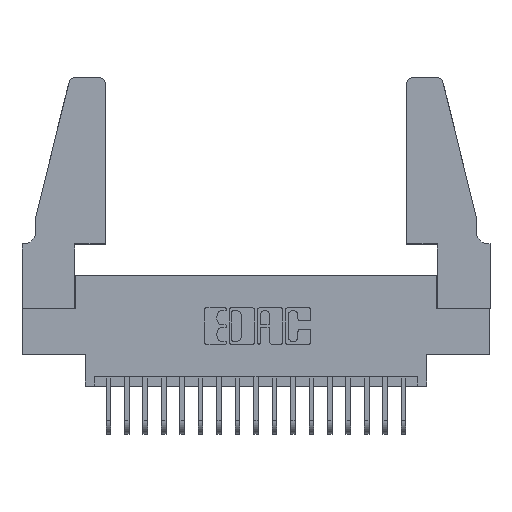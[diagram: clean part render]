
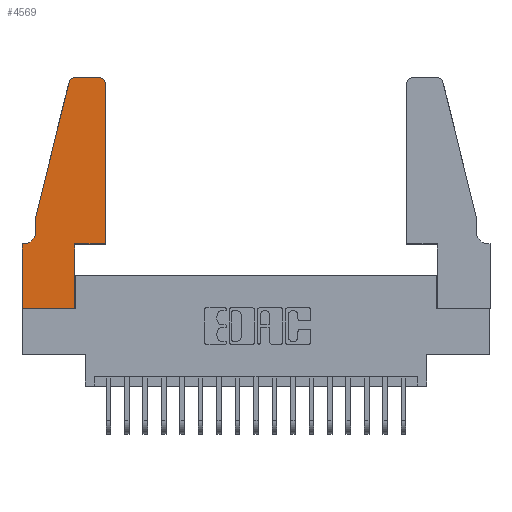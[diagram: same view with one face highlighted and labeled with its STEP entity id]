
A CAD part, top view. The second image highlights one B-rep face of the part: STEP entity #4569.
In plain terms, the highlighted planar face has unit normal (0, 0, 1).
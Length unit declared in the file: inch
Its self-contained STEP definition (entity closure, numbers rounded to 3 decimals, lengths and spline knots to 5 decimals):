
#15 = CARTESIAN_POINT ( 'NONE',  ( 0.4505, 0.35, 0.37 ) ) ;
#214 = VERTEX_POINT ( 'NONE', #355 ) ;
#355 = CARTESIAN_POINT ( 'NONE',  ( 0., 0., 0.37 ) ) ;
#488 = EDGE_CURVE ( 'NONE', #7771, #3156, #14896, .T. ) ;
#564 = CARTESIAN_POINT ( 'NONE',  ( 0.4505, 0.35, 0.37 ) ) ;
#1151 = LINE ( 'NONE', #564, #4530 ) ;
#1443 = VERTEX_POINT ( 'NONE', #4421 ) ;
#1459 = CARTESIAN_POINT ( 'NONE',  ( 0.2865, 0.35, 0.37 ) ) ;
#1554 = VECTOR ( 'NONE', #11487, 39.37008 ) ;
#1591 = VECTOR ( 'NONE', #4306, 39.37008 ) ;
#1713 = VERTEX_POINT ( 'NONE', #11124 ) ;
#1750 = ORIENTED_EDGE ( 'NONE', *, *, #10344, .T. ) ;
#1794 = CARTESIAN_POINT ( 'NONE',  ( 0.0755, 0.35, 0.37 ) ) ;
#2289 = AXIS2_PLACEMENT_3D ( 'NONE', #11073, #2496, #12520 ) ;
#2309 = DIRECTION ( 'NONE',  ( 0., 0., 1. ) ) ;
#2382 = CARTESIAN_POINT ( 'NONE',  ( 0.2865, 0., 0.37 ) ) ;
#2419 = ORIENTED_EDGE ( 'NONE', *, *, #4889, .T. ) ;
#2496 = DIRECTION ( 'NONE',  ( 0., 0., 1. ) ) ;
#2695 = VECTOR ( 'NONE', #12038, 39.37008 ) ;
#3108 = ORIENTED_EDGE ( 'NONE', *, *, #7404, .T. ) ;
#3156 = VERTEX_POINT ( 'NONE', #12486 ) ;
#3215 = DIRECTION ( 'NONE',  ( -1., 0., 0. ) ) ;
#3241 = DIRECTION ( 'NONE',  ( 0., 0., -1. ) ) ;
#3983 = CARTESIAN_POINT ( 'NONE',  ( 0., 0.35, 0.37 ) ) ;
#4012 = LINE ( 'NONE', #9988, #4472 ) ;
#4306 = DIRECTION ( 'NONE',  ( -1., 0., 0. ) ) ;
#4421 = CARTESIAN_POINT ( 'NONE',  ( 0., 0.35, 0.37 ) ) ;
#4472 = VECTOR ( 'NONE', #5673, 39.37008 ) ;
#4530 = VECTOR ( 'NONE', #10569, 39.37008 ) ;
#4569 = ADVANCED_FACE ( 'NONE', ( #7688 ), #14025, .T. ) ;
#4859 = CARTESIAN_POINT ( 'NONE',  ( 0.25487, 1.22718, 0.37 ) ) ;
#4878 = LINE ( 'NONE', #11925, #8689 ) ;
#4889 = EDGE_CURVE ( 'NONE', #16367, #1443, #17932, .T. ) ;
#5432 = DIRECTION ( 'NONE',  ( 0., 0., 1. ) ) ;
#5582 = ORIENTED_EDGE ( 'NONE', *, *, #11067, .T. ) ;
#5673 = DIRECTION ( 'NONE',  ( 0., -1., 0. ) ) ;
#5871 = DIRECTION ( 'NONE',  ( 0., 1., 0. ) ) ;
#6681 = ORIENTED_EDGE ( 'NONE', *, *, #16219, .T. ) ;
#6795 = CIRCLE ( 'NONE', #2289, 0.03 ) ;
#6927 = EDGE_CURVE ( 'NONE', #214, #11539, #4878, .T. ) ;
#7404 = EDGE_CURVE ( 'NONE', #17949, #13921, #8408, .T. ) ;
#7688 = FACE_OUTER_BOUND ( 'NONE', #12881, .T. ) ;
#7771 = VERTEX_POINT ( 'NONE', #15414 ) ;
#8174 = AXIS2_PLACEMENT_3D ( 'NONE', #3983, #5432, #15444 ) ;
#8408 = LINE ( 'NONE', #14449, #15564 ) ;
#8689 = VECTOR ( 'NONE', #9124, 39.37008 ) ;
#9124 = DIRECTION ( 'NONE',  ( 1., 0., 0. ) ) ;
#9177 = CARTESIAN_POINT ( 'NONE',  ( 0.0755, 0.5, 0.37 ) ) ;
#9272 = EDGE_CURVE ( 'NONE', #13921, #1713, #10150, .T. ) ;
#9546 = CARTESIAN_POINT ( 'NONE',  ( 0.4505, 1.22, 0.37 ) ) ;
#9838 = ORIENTED_EDGE ( 'NONE', *, *, #15196, .T. ) ;
#9887 = VECTOR ( 'NONE', #3215, 39.37008 ) ;
#9981 = CARTESIAN_POINT ( 'NONE',  ( 0.284, 1.25, 0.37 ) ) ;
#9988 = CARTESIAN_POINT ( 'NONE',  ( 0., 0., 0.37 ) ) ;
#10150 = CIRCLE ( 'NONE', #12667, 0.03 ) ;
#10298 = CARTESIAN_POINT ( 'NONE',  ( 0.2865, 0.35, 0.37 ) ) ;
#10314 = VERTEX_POINT ( 'NONE', #4859 ) ;
#10344 = EDGE_CURVE ( 'NONE', #10314, #7771, #17925, .T. ) ;
#10490 = ORIENTED_EDGE ( 'NONE', *, *, #17918, .T. ) ;
#10569 = DIRECTION ( 'NONE',  ( 1., 0., 0. ) ) ;
#10741 = VERTEX_POINT ( 'NONE', #9981 ) ;
#10878 = CARTESIAN_POINT ( 'NONE',  ( 0.4205, 1.22, 0.37 ) ) ;
#11067 = EDGE_CURVE ( 'NONE', #11539, #11196, #16797, .T. ) ;
#11073 = CARTESIAN_POINT ( 'NONE',  ( 0.284, 1.22, 0.37 ) ) ;
#11124 = CARTESIAN_POINT ( 'NONE',  ( 0.4205, 1.25, 0.37 ) ) ;
#11196 = VERTEX_POINT ( 'NONE', #10298 ) ;
#11400 = CIRCLE ( 'NONE', #12762, 0.07 ) ;
#11487 = DIRECTION ( 'NONE',  ( 0., 1., 0. ) ) ;
#11539 = VERTEX_POINT ( 'NONE', #2382 ) ;
#11829 = CARTESIAN_POINT ( 'NONE',  ( 0.0055, 0.42, 0.37 ) ) ;
#11925 = CARTESIAN_POINT ( 'NONE',  ( 0., 0., 0.37 ) ) ;
#12038 = DIRECTION ( 'NONE',  ( -0.239, -0.971, 0. ) ) ;
#12048 = ORIENTED_EDGE ( 'NONE', *, *, #18130, .T. ) ;
#12334 = DIRECTION ( 'NONE',  ( 1., 0., 0. ) ) ;
#12486 = CARTESIAN_POINT ( 'NONE',  ( 0.0755, 0.42, 0.37 ) ) ;
#12520 = DIRECTION ( 'NONE',  ( 1., 0., 0. ) ) ;
#12667 = AXIS2_PLACEMENT_3D ( 'NONE', #10878, #2309, #12334 ) ;
#12762 = AXIS2_PLACEMENT_3D ( 'NONE', #11829, #3241, #13273 ) ;
#12864 = CARTESIAN_POINT ( 'NONE',  ( 0.2605, 1.25, 0.37 ) ) ;
#12881 = EDGE_LOOP ( 'NONE', ( #6681, #18522, #1750, #13622, #12048, #2419, #10490, #14778, #5582, #9838, #3108, #16342 ) ) ;
#13273 = DIRECTION ( 'NONE',  ( -1., 0., 0. ) ) ;
#13428 = CARTESIAN_POINT ( 'NONE',  ( 0.0055, 0.35, 0.37 ) ) ;
#13622 = ORIENTED_EDGE ( 'NONE', *, *, #488, .T. ) ;
#13921 = VERTEX_POINT ( 'NONE', #9546 ) ;
#14025 = PLANE ( 'NONE',  #8174 ) ;
#14449 = CARTESIAN_POINT ( 'NONE',  ( 0.4505, 0.35, 0.37 ) ) ;
#14461 = VECTOR ( 'NONE', #15857, 39.37008 ) ;
#14586 = EDGE_CURVE ( 'NONE', #10741, #10314, #6795, .T. ) ;
#14778 = ORIENTED_EDGE ( 'NONE', *, *, #6927, .T. ) ;
#14896 = LINE ( 'NONE', #18454, #14461 ) ;
#15196 = EDGE_CURVE ( 'NONE', #11196, #17949, #1151, .T. ) ;
#15414 = CARTESIAN_POINT ( 'NONE',  ( 0.0755, 0.5, 0.37 ) ) ;
#15444 = DIRECTION ( 'NONE',  ( 1., 0., 0. ) ) ;
#15475 = LINE ( 'NONE', #12864, #1591 ) ;
#15564 = VECTOR ( 'NONE', #5871, 39.37008 ) ;
#15857 = DIRECTION ( 'NONE',  ( 0., -1., 0. ) ) ;
#16219 = EDGE_CURVE ( 'NONE', #1713, #10741, #15475, .T. ) ;
#16342 = ORIENTED_EDGE ( 'NONE', *, *, #9272, .T. ) ;
#16367 = VERTEX_POINT ( 'NONE', #13428 ) ;
#16797 = LINE ( 'NONE', #1459, #1554 ) ;
#17918 = EDGE_CURVE ( 'NONE', #1443, #214, #4012, .T. ) ;
#17925 = LINE ( 'NONE', #9177, #2695 ) ;
#17932 = LINE ( 'NONE', #1794, #9887 ) ;
#17949 = VERTEX_POINT ( 'NONE', #15 ) ;
#18130 = EDGE_CURVE ( 'NONE', #3156, #16367, #11400, .T. ) ;
#18454 = CARTESIAN_POINT ( 'NONE',  ( 0.0755, 0.5, 0.37 ) ) ;
#18522 = ORIENTED_EDGE ( 'NONE', *, *, #14586, .T. ) ;
